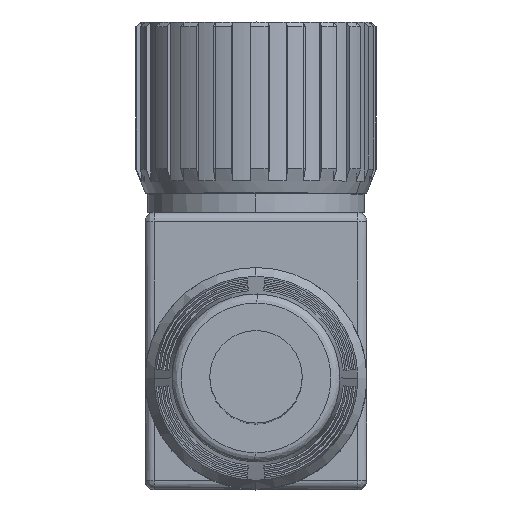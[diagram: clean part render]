
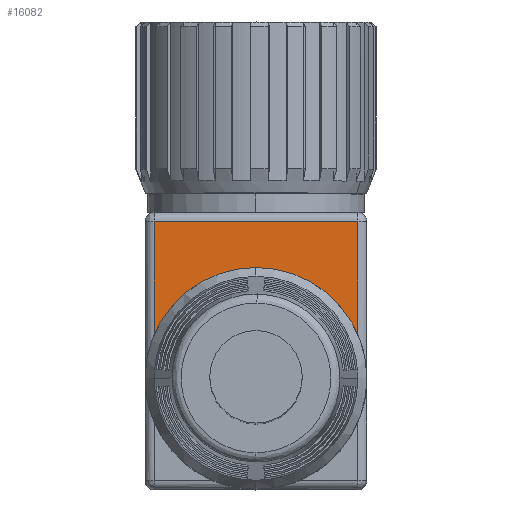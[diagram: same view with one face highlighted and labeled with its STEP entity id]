
A CAD part, top view. The second image highlights one B-rep face of the part: STEP entity #16082.
In plain terms, the highlighted planar face has unit normal (0, 0, 1).
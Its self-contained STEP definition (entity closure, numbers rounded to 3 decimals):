
#125 = CARTESIAN_POINT ( 'NONE',  ( -12., -62.477, 14. ) ) ;
#127 = PLANE ( 'NONE',  #5314 ) ;
#130 = DIRECTION ( 'NONE',  ( 0., 0., 1. ) ) ;
#131 = DIRECTION ( 'NONE',  ( 1., 0., 0. ) ) ;
#2165 = VECTOR ( 'NONE', #14391, 1000. ) ;
#2170 = LINE ( 'NONE', #14390, #2165 ) ;
#2230 = VECTOR ( 'NONE', #14353, 1000. ) ;
#2231 = LINE ( 'NONE', #14344, #2230 ) ;
#2285 = VECTOR ( 'NONE', #6624, 1000. ) ;
#2295 = LINE ( 'NONE', #6623, #2285 ) ;
#4841 = AXIS2_PLACEMENT_3D ( 'NONE', #13477, #13478, #13479 ) ;
#5314 = AXIS2_PLACEMENT_3D ( 'NONE', #125, #130, #131 ) ;
#5711 = VERTEX_POINT ( 'NONE', #11982 ) ;
#5746 = VERTEX_POINT ( 'NONE', #12027 ) ;
#5942 = FACE_OUTER_BOUND ( 'NONE', #12855, .T. ) ;
#6623 = CARTESIAN_POINT ( 'NONE',  ( -12., -33.477, 14. ) ) ;
#6624 = DIRECTION ( 'NONE',  ( -1., 0., 0. ) ) ;
#9793 = EDGE_CURVE ( 'NONE', #26380, #26382, #2295, .T. ) ;
#9811 = EDGE_CURVE ( 'NONE', #5746, #26380, #2231, .T. ) ;
#9825 = EDGE_CURVE ( 'NONE', #5711, #26382, #2170, .T. ) ;
#11982 = CARTESIAN_POINT ( 'NONE',  ( -11., -45.681, 14. ) ) ;
#12027 = CARTESIAN_POINT ( 'NONE',  ( 11., -45.681, 14. ) ) ;
#12855 = EDGE_LOOP ( 'NONE', ( #25343, #25344, #25345, #25346 ) ) ;
#13477 = CARTESIAN_POINT ( 'NONE',  ( 0., -50.477, 14. ) ) ;
#13478 = DIRECTION ( 'NONE',  ( 0., 0., 1. ) ) ;
#13479 = DIRECTION ( 'NONE',  ( 1., 0., 0. ) ) ;
#14344 = CARTESIAN_POINT ( 'NONE',  ( 11., -62.477, 14. ) ) ;
#14353 = DIRECTION ( 'NONE',  ( 0., 1., 0. ) ) ;
#14390 = CARTESIAN_POINT ( 'NONE',  ( -11., 7.221, 14. ) ) ;
#14391 = DIRECTION ( 'NONE',  ( 0., 1., 0. ) ) ;
#16082 = ADVANCED_FACE ( 'NONE', ( #5942 ), #127, .T. ) ;
#16976 = CARTESIAN_POINT ( 'NONE',  ( 11., -33.477, 14. ) ) ;
#16978 = CARTESIAN_POINT ( 'NONE',  ( -11., -33.477, 14. ) ) ;
#19349 = CIRCLE ( 'NONE', #4841, 12. ) ;
#24265 = EDGE_CURVE ( 'NONE', #5746, #5711, #19349, .T. ) ;
#25343 = ORIENTED_EDGE ( 'NONE', *, *, #9811, .T. ) ;
#25344 = ORIENTED_EDGE ( 'NONE', *, *, #9793, .T. ) ;
#25345 = ORIENTED_EDGE ( 'NONE', *, *, #9825, .F. ) ;
#25346 = ORIENTED_EDGE ( 'NONE', *, *, #24265, .F. ) ;
#26380 = VERTEX_POINT ( 'NONE', #16976 ) ;
#26382 = VERTEX_POINT ( 'NONE', #16978 ) ;
